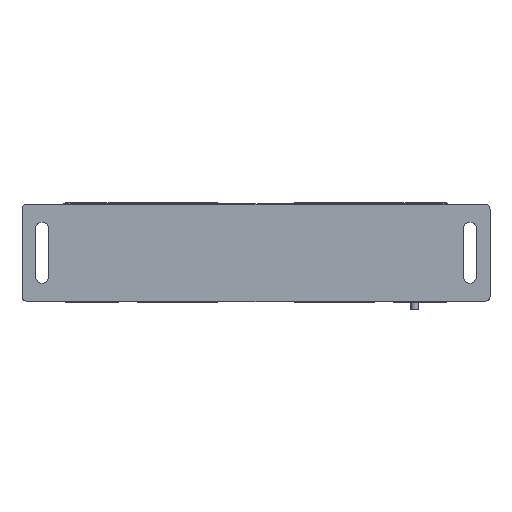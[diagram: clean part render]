
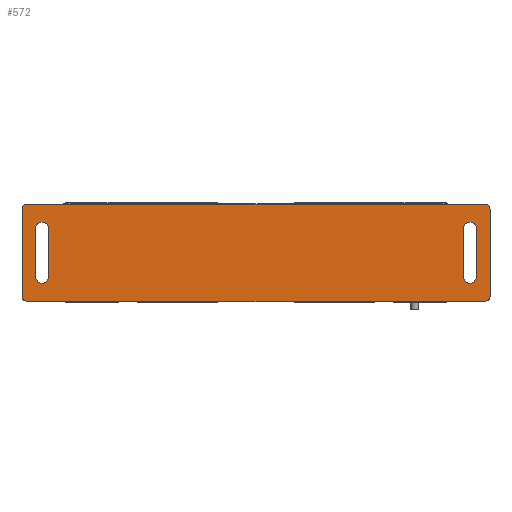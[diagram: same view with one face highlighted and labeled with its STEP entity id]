
A CAD part, front view. The second image highlights one B-rep face of the part: STEP entity #572.
In plain terms, the highlighted planar face has unit normal (0, -1, 0).
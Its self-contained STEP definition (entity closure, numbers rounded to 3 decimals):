
#572=ADVANCED_FACE('',(#1639,#1640,#1641),#1642,.T.);
#1639=FACE_OUTER_BOUND('',#3214,.T.);
#1640=FACE_BOUND('',#3215,.T.);
#1641=FACE_BOUND('',#3216,.T.);
#1642=PLANE('',#3217);
#3214=EDGE_LOOP('',(#4921,#4922,#4923,#4924,#4925,#4926,#4927,#4928,#4929,#4930,#4931,#4932));
#3215=EDGE_LOOP('',(#4933,#4934,#4935,#4936));
#3216=EDGE_LOOP('',(#4937,#4938,#4939,#4940));
#3217=AXIS2_PLACEMENT_3D('',#4941,#4942,#4943);
#4921=ORIENTED_EDGE('',*,*,#9839,.F.);
#4922=ORIENTED_EDGE('',*,*,#9844,.T.);
#4923=ORIENTED_EDGE('',*,*,#9740,.F.);
#4924=ORIENTED_EDGE('',*,*,#9845,.F.);
#4925=ORIENTED_EDGE('',*,*,#9846,.T.);
#4926=ORIENTED_EDGE('',*,*,#9735,.F.);
#4927=ORIENTED_EDGE('',*,*,#9847,.F.);
#4928=ORIENTED_EDGE('',*,*,#9848,.T.);
#4929=ORIENTED_EDGE('',*,*,#9730,.F.);
#4930=ORIENTED_EDGE('',*,*,#9849,.F.);
#4931=ORIENTED_EDGE('',*,*,#9841,.T.);
#4932=ORIENTED_EDGE('',*,*,#9745,.F.);
#4933=ORIENTED_EDGE('',*,*,#9850,.T.);
#4934=ORIENTED_EDGE('',*,*,#9851,.T.);
#4935=ORIENTED_EDGE('',*,*,#9852,.T.);
#4936=ORIENTED_EDGE('',*,*,#9853,.T.);
#4937=ORIENTED_EDGE('',*,*,#9854,.F.);
#4938=ORIENTED_EDGE('',*,*,#9855,.T.);
#4939=ORIENTED_EDGE('',*,*,#9856,.F.);
#4940=ORIENTED_EDGE('',*,*,#9857,.T.);
#4941=CARTESIAN_POINT('',(0.,0.,0.0));
#4942=DIRECTION('',(0.0,-1.0,0.));
#4943=DIRECTION('',(0.0,0.,-1.0));
#9730=EDGE_CURVE('',#11715,#11718,#11719,.T.);
#9735=EDGE_CURVE('',#11724,#11727,#11728,.T.);
#9740=EDGE_CURVE('',#11733,#11736,#11737,.T.);
#9745=EDGE_CURVE('',#11742,#11745,#11746,.T.);
#9839=EDGE_CURVE('',#11920,#11742,#11922,.T.);
#9841=EDGE_CURVE('',#11924,#11745,#11925,.T.);
#9844=EDGE_CURVE('',#11920,#11736,#11928,.T.);
#9845=EDGE_CURVE('',#11929,#11733,#11930,.T.);
#9846=EDGE_CURVE('',#11929,#11727,#11931,.T.);
#9847=EDGE_CURVE('',#11932,#11724,#11933,.T.);
#9848=EDGE_CURVE('',#11932,#11718,#11934,.T.);
#9849=EDGE_CURVE('',#11924,#11715,#11935,.T.);
#9850=EDGE_CURVE('',#11936,#11937,#11938,.T.);
#9851=EDGE_CURVE('',#11937,#11939,#11940,.T.);
#9852=EDGE_CURVE('',#11939,#11941,#11942,.T.);
#9853=EDGE_CURVE('',#11941,#11936,#11943,.T.);
#9854=EDGE_CURVE('',#11944,#11945,#11946,.T.);
#9855=EDGE_CURVE('',#11944,#11947,#11948,.T.);
#9856=EDGE_CURVE('',#11949,#11947,#11950,.T.);
#9857=EDGE_CURVE('',#11949,#11945,#11951,.T.);
#11715=VERTEX_POINT('',#14642);
#11718=VERTEX_POINT('',#14646);
#11719=CIRCLE('',#14647,3.0);
#11724=VERTEX_POINT('',#14653);
#11727=VERTEX_POINT('',#14657);
#11728=CIRCLE('',#14658,3.0);
#11733=VERTEX_POINT('',#14664);
#11736=VERTEX_POINT('',#14668);
#11737=CIRCLE('',#14669,3.0);
#11742=VERTEX_POINT('',#14675);
#11745=VERTEX_POINT('',#14679);
#11746=CIRCLE('',#14680,3.0);
#11920=VERTEX_POINT('',#14927);
#11922=CIRCLE('',#14930,3.0);
#11924=VERTEX_POINT('',#14932);
#11925=LINE('',#14933,#14934);
#11928=LINE('',#14938,#14939);
#11929=VERTEX_POINT('',#14940);
#11930=CIRCLE('',#14941,3.0);
#11931=LINE('',#14942,#14943);
#11932=VERTEX_POINT('',#14944);
#11933=CIRCLE('',#14945,3.0);
#11934=LINE('',#14946,#14947);
#11935=CIRCLE('',#14948,3.0);
#11936=VERTEX_POINT('',#14949);
#11937=VERTEX_POINT('',#14950);
#11938=LINE('',#14951,#14952);
#11939=VERTEX_POINT('',#14953);
#11940=CIRCLE('',#14954,4.05);
#11941=VERTEX_POINT('',#14955);
#11942=LINE('',#14956,#14957);
#11943=CIRCLE('',#14958,4.05);
#11944=VERTEX_POINT('',#14959);
#11945=VERTEX_POINT('',#14960);
#11946=LINE('',#14961,#14962);
#11947=VERTEX_POINT('',#14963);
#11948=CIRCLE('',#14964,4.05);
#11949=VERTEX_POINT('',#14965);
#11950=LINE('',#14966,#14967);
#11951=CIRCLE('',#14968,4.05);
#14642=CARTESIAN_POINT('',(145.121,0.,-29.321));
#14646=CARTESIAN_POINT('',(143.,0.,-30.2));
#14647=AXIS2_PLACEMENT_3D('',#18925,#18926,#18927);
#14653=CARTESIAN_POINT('',(-145.121,0.,-29.321));
#14657=CARTESIAN_POINT('',(-146.,0.,-27.2));
#14658=AXIS2_PLACEMENT_3D('',#18933,#18934,#18935);
#14664=CARTESIAN_POINT('',(-145.121,0.,29.321));
#14668=CARTESIAN_POINT('',(-143.,0.,30.2));
#14669=AXIS2_PLACEMENT_3D('',#18941,#18942,#18943);
#14675=CARTESIAN_POINT('',(145.121,0.,29.321));
#14679=CARTESIAN_POINT('',(146.,0.,27.2));
#14680=AXIS2_PLACEMENT_3D('',#18949,#18950,#18951);
#14927=CARTESIAN_POINT('',(143.,0.,30.2));
#14930=AXIS2_PLACEMENT_3D('',#19077,#19078,#19079);
#14932=CARTESIAN_POINT('',(146.,0.,-27.2));
#14933=CARTESIAN_POINT('',(146.,0.,-30.2));
#14934=VECTOR('',#19080,54.4);
#14938=CARTESIAN_POINT('',(146.,0.,30.2));
#14939=VECTOR('',#19082,286.0);
#14940=CARTESIAN_POINT('',(-146.,0.,27.2));
#14941=AXIS2_PLACEMENT_3D('',#19083,#19084,#19085);
#14942=CARTESIAN_POINT('',(-146.,0.,30.2));
#14943=VECTOR('',#19086,54.4);
#14944=CARTESIAN_POINT('',(-143.,0.,-30.2));
#14945=AXIS2_PLACEMENT_3D('',#19087,#19088,#19089);
#14946=CARTESIAN_POINT('',(-146.,0.,-30.2));
#14947=VECTOR('',#19090,286.0);
#14948=AXIS2_PLACEMENT_3D('',#19091,#19092,#19093);
#14949=CARTESIAN_POINT('',(-129.45,0.,15.0));
#14950=CARTESIAN_POINT('',(-129.45,0.,-15.0));
#14951=CARTESIAN_POINT('',(-129.45,0.,15.0));
#14952=VECTOR('',#19094,30.0);
#14953=CARTESIAN_POINT('',(-137.55,0.,-15.0));
#14954=AXIS2_PLACEMENT_3D('',#19095,#19096,#19097);
#14955=CARTESIAN_POINT('',(-137.55,0.,15.0));
#14956=CARTESIAN_POINT('',(-137.55,0.,-15.0));
#14957=VECTOR('',#19098,30.0);
#14958=AXIS2_PLACEMENT_3D('',#19099,#19100,#19101);
#14959=CARTESIAN_POINT('',(129.45,0.,15.0));
#14960=CARTESIAN_POINT('',(129.45,0.,-15.0));
#14961=CARTESIAN_POINT('',(129.45,0.,15.0));
#14962=VECTOR('',#19102,30.0);
#14963=CARTESIAN_POINT('',(137.55,0.,15.0));
#14964=AXIS2_PLACEMENT_3D('',#19103,#19104,#19105);
#14965=CARTESIAN_POINT('',(137.55,0.,-15.0));
#14966=CARTESIAN_POINT('',(137.55,0.,-15.0));
#14967=VECTOR('',#19106,30.0);
#14968=AXIS2_PLACEMENT_3D('',#19107,#19108,#19109);
#18925=CARTESIAN_POINT('',(143.,0.,-27.2));
#18926=DIRECTION('',(0.,1.0,0.));
#18927=DIRECTION('',(0.707,0.,-0.707));
#18933=CARTESIAN_POINT('',(-143.,0.,-27.2));
#18934=DIRECTION('',(0.,1.0,0.));
#18935=DIRECTION('',(-0.707,0.,-0.707));
#18941=CARTESIAN_POINT('',(-143.,0.,27.2));
#18942=DIRECTION('',(0.,1.0,0.));
#18943=DIRECTION('',(-0.707,0.,0.707));
#18949=CARTESIAN_POINT('',(143.,0.,27.2));
#18950=DIRECTION('',(0.,1.0,0.));
#18951=DIRECTION('',(0.707,0.,0.707));
#19077=CARTESIAN_POINT('',(143.,0.,27.2));
#19078=DIRECTION('',(0.,1.0,0.));
#19079=DIRECTION('',(0.707,0.,0.707));
#19080=DIRECTION('',(0.0,0.,1.0));
#19082=DIRECTION('',(-1.0,0.0,0.0));
#19083=CARTESIAN_POINT('',(-143.,0.,27.2));
#19084=DIRECTION('',(0.,1.0,0.));
#19085=DIRECTION('',(-0.707,0.,0.707));
#19086=DIRECTION('',(0.0,0.,-1.0));
#19087=CARTESIAN_POINT('',(-143.,0.,-27.2));
#19088=DIRECTION('',(0.,1.0,0.));
#19089=DIRECTION('',(-0.707,0.,-0.707));
#19090=DIRECTION('',(1.0,0.0,0.0));
#19091=CARTESIAN_POINT('',(143.,0.,-27.2));
#19092=DIRECTION('',(0.,1.0,0.));
#19093=DIRECTION('',(0.707,0.,-0.707));
#19094=DIRECTION('',(0.0,0.,-1.0));
#19095=CARTESIAN_POINT('',(-133.5,0.,-15.0));
#19096=DIRECTION('',(0.,1.0,0.));
#19097=DIRECTION('',(1.0,0.,0.));
#19098=DIRECTION('',(0.0,0.,1.0));
#19099=CARTESIAN_POINT('',(-133.5,0.,15.0));
#19100=DIRECTION('',(0.0,1.0,0.));
#19101=DIRECTION('',(-1.0,0.0,0.0));
#19102=DIRECTION('',(0.0,0.,-1.0));
#19103=CARTESIAN_POINT('',(133.5,0.,15.0));
#19104=DIRECTION('',(0.,1.0,0.));
#19105=DIRECTION('',(-1.0,0.,0.));
#19106=DIRECTION('',(0.0,0.,1.0));
#19107=CARTESIAN_POINT('',(133.5,0.,-15.0));
#19108=DIRECTION('',(-0.0,1.0,0.));
#19109=DIRECTION('',(1.0,0.0,0.0));
